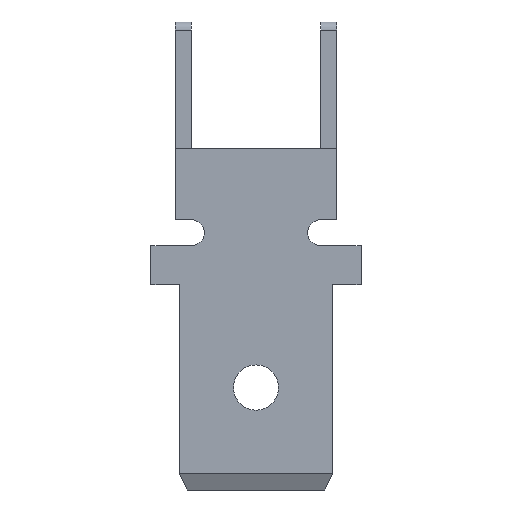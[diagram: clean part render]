
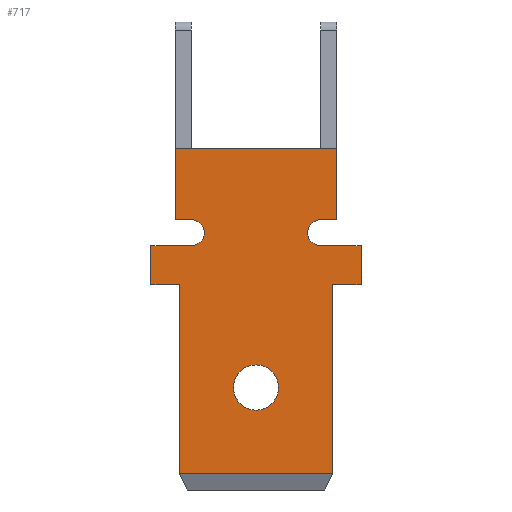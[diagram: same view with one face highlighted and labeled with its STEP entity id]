
A CAD part, front view. The second image highlights one B-rep face of the part: STEP entity #717.
In plain terms, the highlighted planar face has unit normal (0, -1, 0).
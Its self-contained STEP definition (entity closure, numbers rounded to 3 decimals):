
#51 = DIRECTION ( 'NONE',  ( 0., -1., 0. ) ) ;
#57 = VECTOR ( 'NONE', #92, 1000. ) ;
#68 = LINE ( 'NONE', #727, #1393 ) ;
#70 = ORIENTED_EDGE ( 'NONE', *, *, #1371, .F. ) ;
#81 = EDGE_CURVE ( 'NONE', #480, #1164, #585, .T. ) ;
#92 = DIRECTION ( 'NONE',  ( 0., 0., -1. ) ) ;
#102 = CARTESIAN_POINT ( 'NONE',  ( 2.375, 0., 1.992 ) ) ;
#120 = VERTEX_POINT ( 'NONE', #1138 ) ;
#123 = ORIENTED_EDGE ( 'NONE', *, *, #955, .F. ) ;
#127 = VERTEX_POINT ( 'NONE', #1012 ) ;
#131 = DIRECTION ( 'NONE',  ( 0., 1., 0. ) ) ;
#135 = EDGE_CURVE ( 'NONE', #1236, #480, #967, .T. ) ;
#151 = ORIENTED_EDGE ( 'NONE', *, *, #487, .F. ) ;
#157 = CARTESIAN_POINT ( 'NONE',  ( 0., 0., 0. ) ) ;
#176 = VECTOR ( 'NONE', #635, 1000. ) ;
#178 = CARTESIAN_POINT ( 'NONE',  ( 3.25, 0., 4.002 ) ) ;
#179 = DIRECTION ( 'NONE',  ( 0., 0., 1. ) ) ;
#180 = CARTESIAN_POINT ( 'NONE',  ( 2.5, 0., 4.002 ) ) ;
#183 = VERTEX_POINT ( 'NONE', #740 ) ;
#184 = LINE ( 'NONE', #178, #426 ) ;
#192 = CARTESIAN_POINT ( 'NONE',  ( 0., 0., 3.202 ) ) ;
#207 = LINE ( 'NONE', #650, #564 ) ;
#217 = CARTESIAN_POINT ( 'NONE',  ( -2.375, 0., -3.858 ) ) ;
#223 = EDGE_CURVE ( 'NONE', #1382, #959, #1298, .T. ) ;
#232 = DIRECTION ( 'NONE',  ( 0., 0., 1. ) ) ;
#233 = DIRECTION ( 'NONE',  ( 0., 0., -1. ) ) ;
#244 = CARTESIAN_POINT ( 'NONE',  ( -2.5, 0., 6.212 ) ) ;
#263 = PLANE ( 'NONE',  #726 ) ;
#265 = VERTEX_POINT ( 'NONE', #1044 ) ;
#266 = CARTESIAN_POINT ( 'NONE',  ( -2.5, 0., 4.002 ) ) ;
#286 = EDGE_CURVE ( 'NONE', #120, #899, #655, .T. ) ;
#312 = CARTESIAN_POINT ( 'NONE',  ( -2.5, 0., 6.212 ) ) ;
#349 = AXIS2_PLACEMENT_3D ( 'NONE', #824, #1038, #911 ) ;
#371 = EDGE_CURVE ( 'NONE', #1164, #127, #637, .T. ) ;
#381 = EDGE_LOOP ( 'NONE', ( #1049, #958 ) ) ;
#386 = DIRECTION ( 'NONE',  ( 0., 0., -1. ) ) ;
#390 = CARTESIAN_POINT ( 'NONE',  ( -2.375, 0., 1.992 ) ) ;
#402 = VECTOR ( 'NONE', #179, 1000. ) ;
#405 = VERTEX_POINT ( 'NONE', #491 ) ;
#408 = CARTESIAN_POINT ( 'NONE',  ( 0., 0., -0.488 ) ) ;
#425 = VECTOR ( 'NONE', #617, 1000. ) ;
#426 = VECTOR ( 'NONE', #1176, 1000. ) ;
#436 = CARTESIAN_POINT ( 'NONE',  ( -3.25, 0., 3.202 ) ) ;
#446 = VECTOR ( 'NONE', #638, 1000. ) ;
#464 = LINE ( 'NONE', #1345, #1277 ) ;
#476 = CIRCLE ( 'NONE', #1346, 0.7 ) ;
#480 = VERTEX_POINT ( 'NONE', #901 ) ;
#487 = EDGE_CURVE ( 'NONE', #599, #1375, #1028, .T. ) ;
#490 = VERTEX_POINT ( 'NONE', #1127 ) ;
#491 = CARTESIAN_POINT ( 'NONE',  ( 0., 0., -1.888 ) ) ;
#495 = LINE ( 'NONE', #192, #176 ) ;
#506 = ORIENTED_EDGE ( 'NONE', *, *, #81, .F. ) ;
#517 = ORIENTED_EDGE ( 'NONE', *, *, #1332, .T. ) ;
#537 = CARTESIAN_POINT ( 'NONE',  ( -2.375, 0., 1.992 ) ) ;
#539 = VERTEX_POINT ( 'NONE', #408 ) ;
#564 = VECTOR ( 'NONE', #1095, 1000. ) ;
#585 = CIRCLE ( 'NONE', #349, 0.4 ) ;
#593 = EDGE_LOOP ( 'NONE', ( #994, #721, #1223, #1348, #123, #1309, #517, #70, #1420, #1157, #763, #506, #1118, #932, #676, #151 ) ) ;
#599 = VERTEX_POINT ( 'NONE', #266 ) ;
#606 = EDGE_CURVE ( 'NONE', #127, #120, #184, .T. ) ;
#617 = DIRECTION ( 'NONE',  ( -1., 0., 0. ) ) ;
#627 = DIRECTION ( 'NONE',  ( 0., 0., 1. ) ) ;
#635 = DIRECTION ( 'NONE',  ( 1., 0., 0. ) ) ;
#637 = LINE ( 'NONE', #774, #793 ) ;
#638 = DIRECTION ( 'NONE',  ( 1., 0., 0. ) ) ;
#639 = LINE ( 'NONE', #777, #788 ) ;
#643 = VERTEX_POINT ( 'NONE', #1242 ) ;
#648 = DIRECTION ( 'NONE',  ( 1., 0., 0. ) ) ;
#650 = CARTESIAN_POINT ( 'NONE',  ( 2.5, 0., 6.212 ) ) ;
#655 = LINE ( 'NONE', #971, #1281 ) ;
#662 = EDGE_CURVE ( 'NONE', #405, #539, #476, .T. ) ;
#676 = ORIENTED_EDGE ( 'NONE', *, *, #772, .F. ) ;
#696 = CARTESIAN_POINT ( 'NONE',  ( 2., 0., 3.202 ) ) ;
#697 = CIRCLE ( 'NONE', #719, 0.7 ) ;
#717 = ADVANCED_FACE ( 'NONE', ( #1360, #826 ), #263, .T. ) ;
#719 = AXIS2_PLACEMENT_3D ( 'NONE', #1013, #131, #232 ) ;
#721 = ORIENTED_EDGE ( 'NONE', *, *, #757, .F. ) ;
#726 = AXIS2_PLACEMENT_3D ( 'NONE', #157, #51, #233 ) ;
#727 = CARTESIAN_POINT ( 'NONE',  ( -3.25, 0., 1.992 ) ) ;
#728 = EDGE_CURVE ( 'NONE', #1331, #490, #495, .T. ) ;
#733 = CARTESIAN_POINT ( 'NONE',  ( 0., 0., 4.002 ) ) ;
#740 = CARTESIAN_POINT ( 'NONE',  ( 2.375, 0., -3.858 ) ) ;
#757 = EDGE_CURVE ( 'NONE', #490, #643, #980, .T. ) ;
#763 = ORIENTED_EDGE ( 'NONE', *, *, #371, .F. ) ;
#769 = EDGE_CURVE ( 'NONE', #265, #1331, #68, .T. ) ;
#771 = VECTOR ( 'NONE', #1397, 1000. ) ;
#772 = EDGE_CURVE ( 'NONE', #1375, #1259, #1179, .T. ) ;
#774 = CARTESIAN_POINT ( 'NONE',  ( 0., 0., 3.202 ) ) ;
#777 = CARTESIAN_POINT ( 'NONE',  ( -3.25, 0., 1.992 ) ) ;
#788 = VECTOR ( 'NONE', #1216, 1000. ) ;
#793 = VECTOR ( 'NONE', #648, 1000. ) ;
#824 = CARTESIAN_POINT ( 'NONE',  ( 2., 0., 3.602 ) ) ;
#826 = FACE_BOUND ( 'NONE', #381, .T. ) ;
#849 = CARTESIAN_POINT ( 'NONE',  ( -2., 0., 3.602 ) ) ;
#899 = VERTEX_POINT ( 'NONE', #993 ) ;
#901 = CARTESIAN_POINT ( 'NONE',  ( 2., 0., 4.002 ) ) ;
#911 = DIRECTION ( 'NONE',  ( 0., 0., -1. ) ) ;
#932 = ORIENTED_EDGE ( 'NONE', *, *, #1412, .F. ) ;
#949 = CARTESIAN_POINT ( 'NONE',  ( 2.5, 0., 6.212 ) ) ;
#955 = EDGE_CURVE ( 'NONE', #959, #265, #639, .T. ) ;
#958 = ORIENTED_EDGE ( 'NONE', *, *, #1091, .T. ) ;
#959 = VERTEX_POINT ( 'NONE', #537 ) ;
#967 = LINE ( 'NONE', #733, #425 ) ;
#971 = CARTESIAN_POINT ( 'NONE',  ( 3.25, 0., 1.992 ) ) ;
#980 = CIRCLE ( 'NONE', #1077, 0.4 ) ;
#984 = LINE ( 'NONE', #102, #57 ) ;
#993 = CARTESIAN_POINT ( 'NONE',  ( 2.375, 0., 1.992 ) ) ;
#994 = ORIENTED_EDGE ( 'NONE', *, *, #1145, .F. ) ;
#1012 = CARTESIAN_POINT ( 'NONE',  ( 3.25, 0., 3.202 ) ) ;
#1013 = CARTESIAN_POINT ( 'NONE',  ( 0., 0., -1.188 ) ) ;
#1028 = LINE ( 'NONE', #244, #1097 ) ;
#1038 = DIRECTION ( 'NONE',  ( 0., -1., 0. ) ) ;
#1040 = DIRECTION ( 'NONE',  ( 0., 0., 1. ) ) ;
#1044 = CARTESIAN_POINT ( 'NONE',  ( -3.25, 0., 1.992 ) ) ;
#1049 = ORIENTED_EDGE ( 'NONE', *, *, #662, .T. ) ;
#1077 = AXIS2_PLACEMENT_3D ( 'NONE', #849, #1374, #386 ) ;
#1091 = EDGE_CURVE ( 'NONE', #539, #405, #697, .T. ) ;
#1095 = DIRECTION ( 'NONE',  ( 0., 0., -1. ) ) ;
#1097 = VECTOR ( 'NONE', #1341, 1000. ) ;
#1105 = DIRECTION ( 'NONE',  ( -1., 0., 0. ) ) ;
#1118 = ORIENTED_EDGE ( 'NONE', *, *, #135, .F. ) ;
#1124 = CARTESIAN_POINT ( 'NONE',  ( 0., 0., -1.188 ) ) ;
#1127 = CARTESIAN_POINT ( 'NONE',  ( -2., 0., 3.202 ) ) ;
#1138 = CARTESIAN_POINT ( 'NONE',  ( 3.25, 0., 1.992 ) ) ;
#1145 = EDGE_CURVE ( 'NONE', #643, #599, #464, .T. ) ;
#1157 = ORIENTED_EDGE ( 'NONE', *, *, #606, .F. ) ;
#1164 = VERTEX_POINT ( 'NONE', #696 ) ;
#1176 = DIRECTION ( 'NONE',  ( 0., 0., -1. ) ) ;
#1179 = LINE ( 'NONE', #1265, #771 ) ;
#1192 = CARTESIAN_POINT ( 'NONE',  ( 2.375, 0., -3.858 ) ) ;
#1216 = DIRECTION ( 'NONE',  ( -1., 0., 0. ) ) ;
#1223 = ORIENTED_EDGE ( 'NONE', *, *, #728, .F. ) ;
#1236 = VERTEX_POINT ( 'NONE', #180 ) ;
#1242 = CARTESIAN_POINT ( 'NONE',  ( -2., 0., 4.002 ) ) ;
#1249 = DIRECTION ( 'NONE',  ( 0., 1., 0. ) ) ;
#1259 = VERTEX_POINT ( 'NONE', #949 ) ;
#1265 = CARTESIAN_POINT ( 'NONE',  ( -2.5, 0., 6.212 ) ) ;
#1277 = VECTOR ( 'NONE', #1336, 1000. ) ;
#1281 = VECTOR ( 'NONE', #1105, 1000. ) ;
#1298 = LINE ( 'NONE', #390, #402 ) ;
#1302 = LINE ( 'NONE', #1192, #446 ) ;
#1309 = ORIENTED_EDGE ( 'NONE', *, *, #223, .F. ) ;
#1331 = VERTEX_POINT ( 'NONE', #436 ) ;
#1332 = EDGE_CURVE ( 'NONE', #1382, #183, #1302, .T. ) ;
#1336 = DIRECTION ( 'NONE',  ( -1., 0., 0. ) ) ;
#1341 = DIRECTION ( 'NONE',  ( 0., 0., 1. ) ) ;
#1345 = CARTESIAN_POINT ( 'NONE',  ( 0., 0., 4.002 ) ) ;
#1346 = AXIS2_PLACEMENT_3D ( 'NONE', #1124, #1249, #1040 ) ;
#1348 = ORIENTED_EDGE ( 'NONE', *, *, #769, .F. ) ;
#1360 = FACE_OUTER_BOUND ( 'NONE', #593, .T. ) ;
#1371 = EDGE_CURVE ( 'NONE', #899, #183, #984, .T. ) ;
#1374 = DIRECTION ( 'NONE',  ( 0., -1., 0. ) ) ;
#1375 = VERTEX_POINT ( 'NONE', #312 ) ;
#1382 = VERTEX_POINT ( 'NONE', #217 ) ;
#1393 = VECTOR ( 'NONE', #627, 1000. ) ;
#1397 = DIRECTION ( 'NONE',  ( 1., 0., 0. ) ) ;
#1412 = EDGE_CURVE ( 'NONE', #1259, #1236, #207, .T. ) ;
#1420 = ORIENTED_EDGE ( 'NONE', *, *, #286, .F. ) ;
